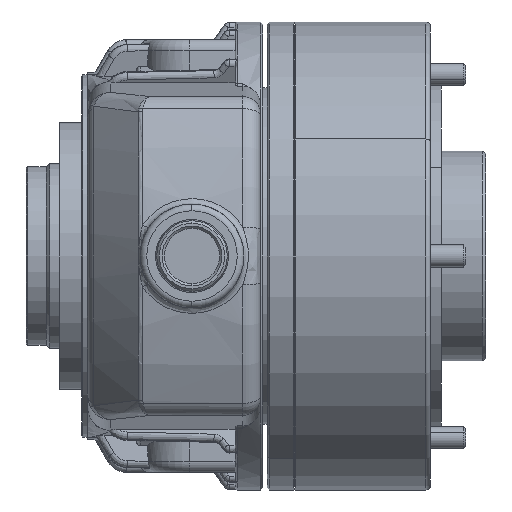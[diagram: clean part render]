
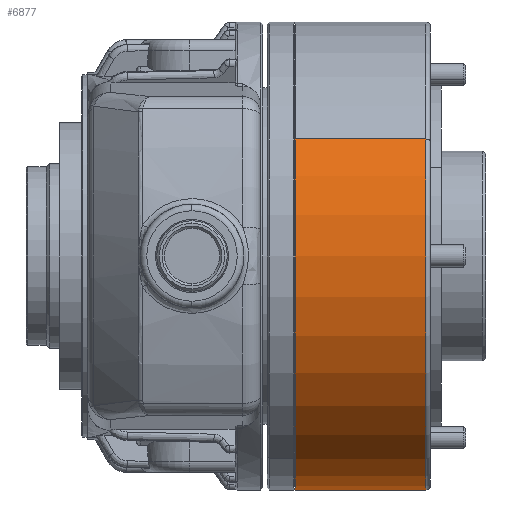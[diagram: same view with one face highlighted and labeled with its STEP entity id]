
A CAD part, front view. The second image highlights one B-rep face of the part: STEP entity #6877.
In plain terms, the highlighted cylindrical face has radius 106 mm (diameter 212 mm), a partial arc.
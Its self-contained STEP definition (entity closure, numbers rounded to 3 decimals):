
#99 = CARTESIAN_POINT ( 'NONE',  ( 59.5, 0., 0. ) ) ;
#735 = DIRECTION ( 'NONE',  ( -1., 0., 0. ) ) ;
#2560 = CARTESIAN_POINT ( 'NONE',  ( 0., 106., 0. ) ) ;
#2958 = DIRECTION ( 'NONE',  ( 0., -1., 0. ) ) ;
#3810 = ORIENTED_EDGE ( 'NONE', *, *, #27172, .F. ) ;
#4980 = CARTESIAN_POINT ( 'NONE',  ( 0., 0., 0. ) ) ;
#6877 = ADVANCED_FACE ( 'NONE', ( #33246 ), #10303, .T. ) ;
#7263 = CARTESIAN_POINT ( 'NONE',  ( 0.3, 0., 0. ) ) ;
#8603 = ORIENTED_EDGE ( 'NONE', *, *, #36147, .T. ) ;
#9484 = CARTESIAN_POINT ( 'NONE',  ( 0.3, -106., 0. ) ) ;
#10158 = DIRECTION ( 'NONE',  ( 0., 1., 0. ) ) ;
#10303 = CYLINDRICAL_SURFACE ( 'NONE', #13923, 106. ) ;
#13096 = VERTEX_POINT ( 'NONE', #25156 ) ;
#13255 = EDGE_CURVE ( 'NONE', #25613, #13096, #31824, .T. ) ;
#13923 = AXIS2_PLACEMENT_3D ( 'NONE', #4980, #30585, #35814 ) ;
#14235 = CARTESIAN_POINT ( 'NONE',  ( 0.3, 106., 0. ) ) ;
#15973 = EDGE_CURVE ( 'NONE', #23299, #33690, #22729, .T. ) ;
#16635 = VECTOR ( 'NONE', #31264, 1000. ) ;
#18486 = ORIENTED_EDGE ( 'NONE', *, *, #15973, .T. ) ;
#18674 = VECTOR ( 'NONE', #735, 1000. ) ;
#20214 = DIRECTION ( 'NONE',  ( -1., 0., 0. ) ) ;
#22729 = CIRCLE ( 'NONE', #31007, 106. ) ;
#23299 = VERTEX_POINT ( 'NONE', #9484 ) ;
#24574 = LINE ( 'NONE', #35168, #18674 ) ;
#25156 = CARTESIAN_POINT ( 'NONE',  ( 59.5, -106., 0. ) ) ;
#25511 = ORIENTED_EDGE ( 'NONE', *, *, #13255, .T. ) ;
#25613 = VERTEX_POINT ( 'NONE', #33765 ) ;
#26673 = AXIS2_PLACEMENT_3D ( 'NONE', #99, #20214, #2958 ) ;
#27172 = EDGE_CURVE ( 'NONE', #25613, #33690, #31945, .T. ) ;
#27437 = DIRECTION ( 'NONE',  ( 1., 0., 0. ) ) ;
#30585 = DIRECTION ( 'NONE',  ( -1., 0., 0. ) ) ;
#31007 = AXIS2_PLACEMENT_3D ( 'NONE', #7263, #27437, #10158 ) ;
#31264 = DIRECTION ( 'NONE',  ( -1., 0., 0. ) ) ;
#31640 = EDGE_LOOP ( 'NONE', ( #3810, #25511, #8603, #18486 ) ) ;
#31824 = CIRCLE ( 'NONE', #26673, 106. ) ;
#31945 = LINE ( 'NONE', #2560, #16635 ) ;
#33246 = FACE_OUTER_BOUND ( 'NONE', #31640, .T. ) ;
#33690 = VERTEX_POINT ( 'NONE', #14235 ) ;
#33765 = CARTESIAN_POINT ( 'NONE',  ( 59.5, 106., 0. ) ) ;
#35168 = CARTESIAN_POINT ( 'NONE',  ( 0., -106., 0. ) ) ;
#35814 = DIRECTION ( 'NONE',  ( 0., -1., 0. ) ) ;
#36147 = EDGE_CURVE ( 'NONE', #13096, #23299, #24574, .T. ) ;
